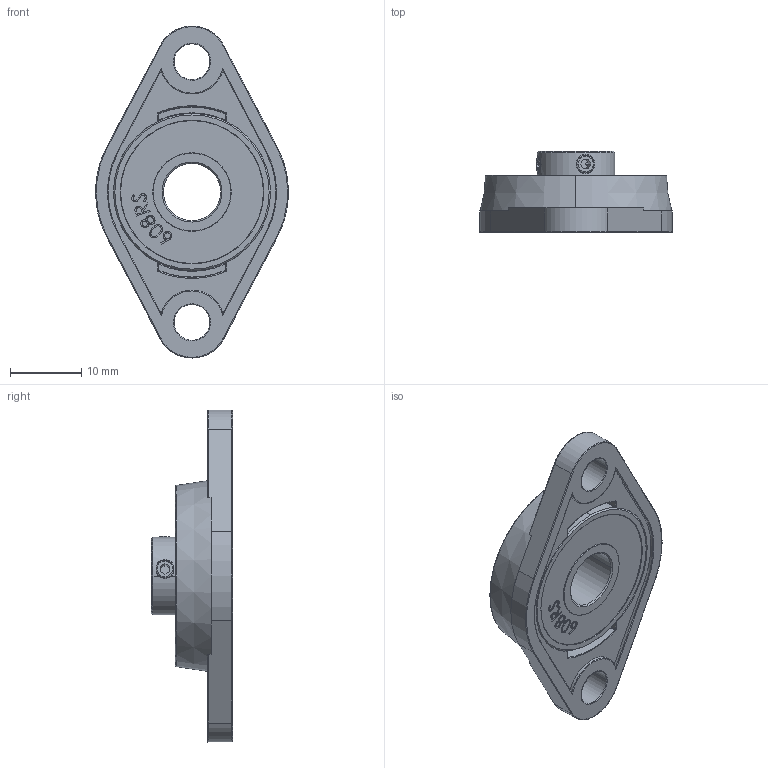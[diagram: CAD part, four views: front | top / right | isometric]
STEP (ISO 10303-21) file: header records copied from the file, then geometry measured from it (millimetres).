
FILE_DESCRIPTION (( 'STEP AP203' ), '1' );
FILE_NAME ('KFL08 .STEP', '2022-02-10T15:18:19', ( '' ), ( '' ), 'SwSTEP 2.0', 'SolidWorks 2021', '' );
FILE_SCHEMA (( 'CONFIG_CONTROL_DESIGN' ));
Length unit declared in the file: millimetre
Products named in the file (1): KFL08 
Bounding box: 27 x 11.35 x 46.49 mm (x, y, z)
Volume: 4356.6 mm3; surface area: 3826.5 mm2
Topology: 4 solids, 4 shells, 344 faces, 860 edges, 547 vertices
Faces by surface type: bspline 151, plane 95, cylinder 70, cone 28
Entity records: 17389 total; most frequent: CARTESIAN_POINT 10147, ORIENTED_EDGE 1712, DIRECTION 1084, EDGE_CURVE 856, VERTEX_POINT 547, VECTOR 386, LINE 386, EDGE_LOOP 383
